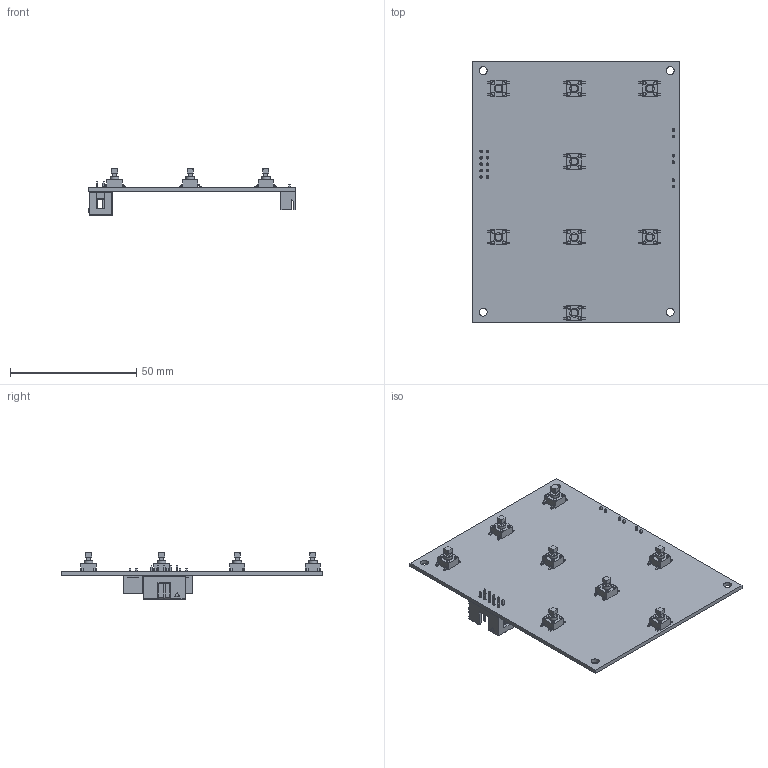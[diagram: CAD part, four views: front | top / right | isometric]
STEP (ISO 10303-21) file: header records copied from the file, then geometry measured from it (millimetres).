
FILE_DESCRIPTION(('KiCad electronic assembly'),'2;1');
FILE_NAME('control board.step','2023-05-24T00:41:30',('Pcbnew'),('Kicad' ),'Open CASCADE STEP processor 7.6','KiCad to STEP converter', 'Unknown');
FILE_SCHEMA(('AUTOMOTIVE_DESIGN { 1 0 10303 214 1 1 1 1 }'));
Length unit declared in the file: millimetre
Products named in the file (8): control board 1; Tactal Switch - SMD (6mm x 6mm x 7.3mm) - Square; SOLID; JST - XH - Thru (V) - 2Pin - 2.54mm; 10-Pin Shrouded Header IDC Straight; COMPOUND; control board PCB
Assembly tree (16 placements, depth 3):
  control board 1
    Tactal Switch - SMD (6mm x 6mm x 7.3mm) - Square  x8
      SOLID
    JST - XH - Thru (V) - 2Pin - 2.54mm  x3
      SOLID
    10-Pin Shrouded Header IDC Straight
      COMPOUND
    control board PCB
Bounding box: 82.3 x 103.89 x 18.29 mm (x, y, z)
Volume: 15778.3 mm3; surface area: 22014.8 mm2
Topology: 23 solids, 83 shells, 1765 faces, 4233 edges, 2737 vertices
Faces by surface type: bspline 1739, cylinder 20, plane 6
Full cylindrical faces by diameter (mm): 1 x16, 3.2 x4
Entity records: 57976 total; most frequent: CARTESIAN_POINT 26477, B_SPLINE_CURVE_WITH_KNOTS 5762, ORIENTED_EDGE 4408, PCURVE 4408, DEFINITIONAL_REPRESENTATION 4408, EDGE_CURVE 2204, SURFACE_CURVE 2171, VERTEX_POINT 1403
